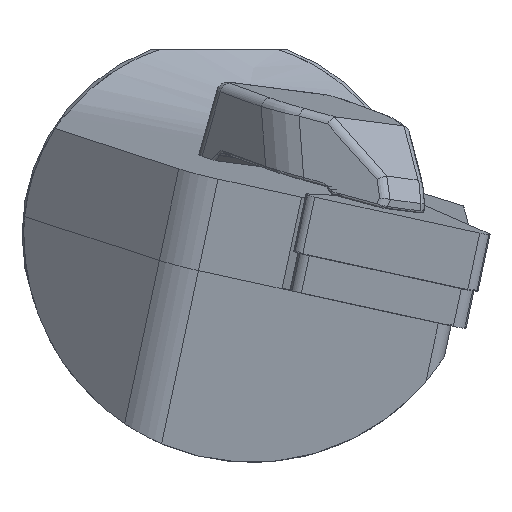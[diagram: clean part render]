
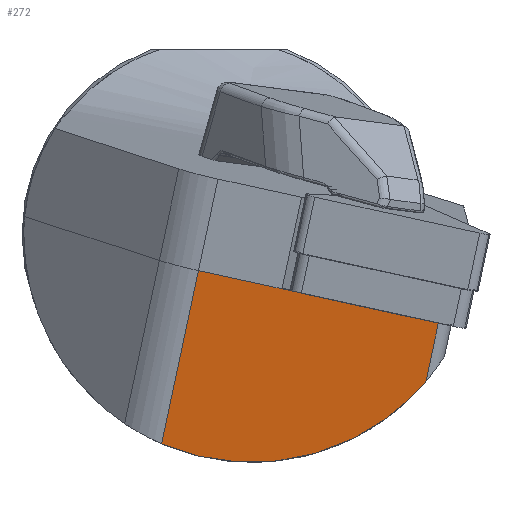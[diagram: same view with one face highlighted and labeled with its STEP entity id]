
A CAD part, left-side view. The second image highlights one B-rep face of the part: STEP entity #272.
In plain terms, the highlighted planar face has unit normal (-0.993, 0.072, -0.091).
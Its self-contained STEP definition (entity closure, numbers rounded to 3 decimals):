
#180=ELLIPSE('',#1782,18.627,18.5);
#272=ADVANCED_FACE('',(#410),#363,.F.);
#363=PLANE('',#1814);
#410=FACE_OUTER_BOUND('',#512,.T.);
#512=EDGE_LOOP('',(#945,#946,#947,#948,#949,#950));
#597=LINE('',#2470,#710);
#608=LINE('',#2542,#721);
#621=LINE('',#3021,#734);
#622=LINE('',#3023,#735);
#623=LINE('',#3024,#736);
#710=VECTOR('',#1970,1.);
#721=VECTOR('',#2005,1.);
#734=VECTOR('',#2072,1.);
#735=VECTOR('',#2075,1.);
#736=VECTOR('',#2076,1.);
#945=ORIENTED_EDGE('',*,*,#1544,.T.);
#946=ORIENTED_EDGE('',*,*,#1468,.T.);
#947=ORIENTED_EDGE('',*,*,#1492,.T.);
#948=ORIENTED_EDGE('',*,*,#1545,.T.);
#949=ORIENTED_EDGE('',*,*,#1484,.T.);
#950=ORIENTED_EDGE('',*,*,#1543,.F.);
#1315=VERTEX_POINT('',#2467);
#1316=VERTEX_POINT('',#2469);
#1330=VERTEX_POINT('',#2515);
#1331=VERTEX_POINT('',#2517);
#1338=VERTEX_POINT('',#2543);
#1370=VERTEX_POINT('',#3020);
#1468=EDGE_CURVE('',#1315,#1316,#597,.T.);
#1484=EDGE_CURVE('',#1331,#1330,#180,.T.);
#1492=EDGE_CURVE('',#1316,#1338,#608,.T.);
#1543=EDGE_CURVE('',#1370,#1330,#621,.T.);
#1544=EDGE_CURVE('',#1370,#1315,#622,.T.);
#1545=EDGE_CURVE('',#1338,#1331,#623,.T.);
#1782=AXIS2_PLACEMENT_3D('',#2516,#1994,#1995);
#1814=AXIS2_PLACEMENT_3D('',#3025,#2077,#2078);
#1970=DIRECTION('',(0.051,0.976,0.213));
#1994=DIRECTION('',(-0.993,0.072,-0.091));
#1995=DIRECTION('',(-0.116,-0.615,0.78));
#2005=DIRECTION('',(0.051,0.976,0.213));
#2072=DIRECTION('',(0.105,0.207,-0.973));
#2075=DIRECTION('',(0.051,0.976,0.213));
#2076=DIRECTION('',(0.105,0.207,-0.973));
#2077=DIRECTION('',(0.993,-0.072,0.091));
#2078=DIRECTION('',(0.092,0.,-0.996));
#2467=CARTESIAN_POINT('',(-179.857,-1.508,-4.668));
#2469=CARTESIAN_POINT('',(-179.805,-0.516,-4.451));
#2470=CARTESIAN_POINT('',(-180.471,-13.21,-7.221));
#2515=CARTESIAN_POINT('',(-179.962,-12.202,-11.963));
#2516=CARTESIAN_POINT('',(-180.032,1.946,-0.043));
#2517=CARTESIAN_POINT('',(-177.938,9.26,-17.036));
#2542=CARTESIAN_POINT('',(-180.471,-13.21,-7.221));
#2543=CARTESIAN_POINT('',(-179.449,6.27,-2.971));
#3020=CARTESIAN_POINT('',(-180.471,-13.21,-7.221));
#3021=CARTESIAN_POINT('',(-223.274,-97.881,391.125));
#3023=CARTESIAN_POINT('',(-180.471,-13.21,-7.221));
#3024=CARTESIAN_POINT('',(-222.252,-78.401,395.375));
#3025=CARTESIAN_POINT('',(-223.274,-97.881,391.125));
